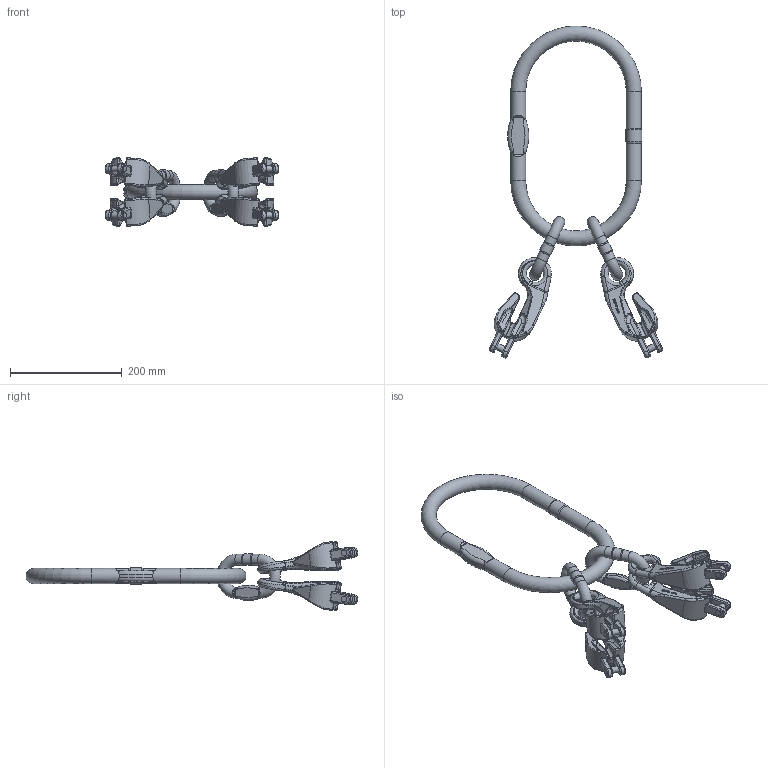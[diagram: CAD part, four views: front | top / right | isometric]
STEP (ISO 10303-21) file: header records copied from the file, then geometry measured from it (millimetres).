
FILE_DESCRIPTION(/* description */ (''),/* implementation_level */ '2;1');
FILE_NAME(/* name */ 'pewag_LXKW_4-10',/* time_stamp */ '2010-03-04T10:08:21+01:00',/* author */ (''),/* organization */ (''),/* preprocessor_version */ 'ST-DEVELOPER v9',/* originating_system */ 'UGS - NX 4.0',/* authorisation */ '');
FILE_SCHEMA (('AUTOMOTIVE_DESIGN { 1 0 10303 214 1 1 1 1 }'));
Length unit declared in the file: millimetre
Products named in the file (1): ritEE32qzh8
Bounding box: 310.96 x 594.44 x 123.34 mm (x, y, z)
Volume: 1422299.3 mm3; surface area: 248633.4 mm2
Topology: 11 solids, 11 shells, 1875 faces, 4663 edges, 2772 vertices
Faces by surface type: plane 518, bspline 508, cylinder 373, extrusion 280, torus 126, sphere 56, cone 14
Full cylindrical faces by diameter (mm): 11 x12, 19.5 x4, 20.962 x2, 27 x4, 29.025 x1
Entity records: 69525 total; most frequent: CARTESIAN_POINT 30128, ORIENTED_EDGE 9048, DIRECTION 6744, EDGE_CURVE 4524, VERTEX_POINT 2744, AXIS2_PLACEMENT_3D 2504, EDGE_LOOP 1978, B_SPLINE_CURVE_WITH_KNOTS 1908
